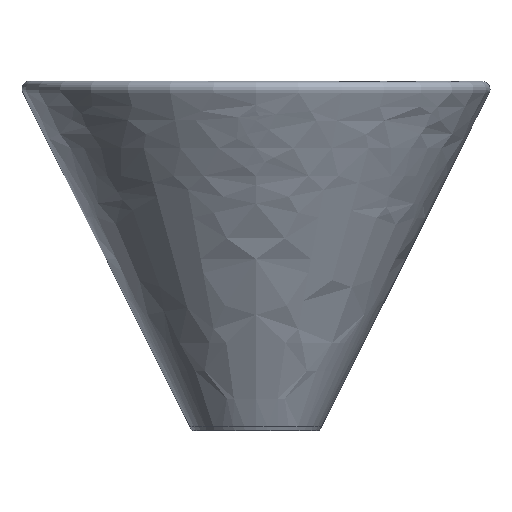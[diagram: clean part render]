
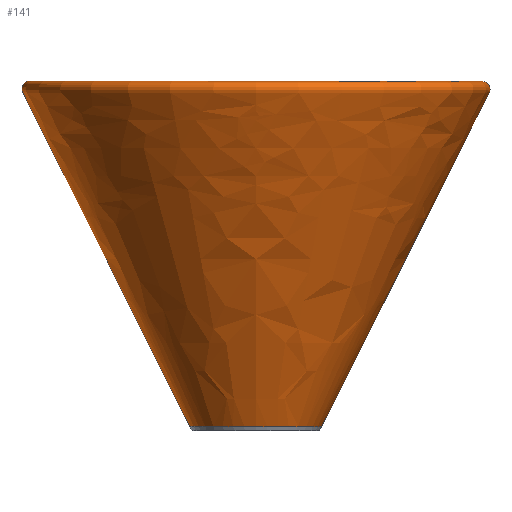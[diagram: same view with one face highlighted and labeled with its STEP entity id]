
A CAD part, front view. The second image highlights one B-rep face of the part: STEP entity #141.
In plain terms, the highlighted free-form (B-spline) face has degree [2, 2] with [5, 9] control points.
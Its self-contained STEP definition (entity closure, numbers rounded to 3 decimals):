
#15=(
BOUNDED_CURVE()
B_SPLINE_CURVE(2,(#323,#324,#325,#326,#327,#328,#329,#330,#331),
 .UNSPECIFIED.,.F.,.F.)
B_SPLINE_CURVE_WITH_KNOTS((3,2,2,2,3),(107.919,123.233,
123.934,124.635,148.088),.UNSPECIFIED.)
CURVE()
GEOMETRIC_REPRESENTATION_ITEM()
RATIONAL_B_SPLINE_CURVE((1.,1.,1.,0.764,1.,0.764,
1.,1.,1.))
REPRESENTATION_ITEM('')
);
#16=(
BOUNDED_CURVE()
B_SPLINE_CURVE(2,(#332,#333,#334,#335,#336,#337,#338,#339,#340),
 .UNSPECIFIED.,.F.,.F.)
B_SPLINE_CURVE_WITH_KNOTS((3,2,2,2,3),(107.919,122.364,
123.025,123.686,145.807),.UNSPECIFIED.)
CURVE()
GEOMETRIC_REPRESENTATION_ITEM()
RATIONAL_B_SPLINE_CURVE((1.,1.,1.,0.764,1.,0.764,
1.,1.,1.))
REPRESENTATION_ITEM('')
);
#20=(
BOUNDED_SURFACE()
B_SPLINE_SURFACE(2,2,((#387,#388,#389,#390,#391,#392,#393,#394,#395),(#396,
#397,#398,#399,#400,#401,#402,#403,#404),(#405,#406,#407,#408,#409,#410,
#411,#412,#413),(#414,#415,#416,#417,#418,#419,#420,#421,#422),(#423,#424,
#425,#426,#427,#428,#429,#430,#431)),.UNSPECIFIED.,.F.,.F.,.F.)
B_SPLINE_SURFACE_WITH_KNOTS((3,2,3),(3,2,2,2,3),(45.849,68.774,
91.699),(107.919,123.233,123.934,124.635,
149.525),.UNSPECIFIED.)
GEOMETRIC_REPRESENTATION_ITEM()
RATIONAL_B_SPLINE_SURFACE(((1.,1.,1.,0.764,1.,0.764,
1.,1.,1.),(0.707,0.707,0.707,0.54,
0.707,0.54,0.707,0.707,
0.707),(1.,1.,1.,0.764,1.,0.764,1.,
1.,1.),(0.707,0.707,0.707,0.54,
0.707,0.54,0.707,0.707,
0.707),(1.,1.,1.,0.764,1.,0.764,1.,
1.,1.)))
REPRESENTATION_ITEM('')
SURFACE()
);
#35=FACE_OUTER_BOUND('',#47,.T.);
#47=EDGE_LOOP('',(#125,#126,#127,#128));
#65=CIRCLE('',#177,4.139);
#66=CIRCLE('',#178,2.841);
#73=VERTEX_POINT('',#264);
#74=VERTEX_POINT('',#266);
#76=VERTEX_POINT('',#273);
#77=VERTEX_POINT('',#274);
#90=EDGE_CURVE('',#77,#76,#65,.T.);
#92=EDGE_CURVE('',#74,#76,#15,.T.);
#93=EDGE_CURVE('',#73,#77,#16,.T.);
#94=EDGE_CURVE('',#74,#73,#66,.T.);
#125=ORIENTED_EDGE('',*,*,#93,.T.);
#126=ORIENTED_EDGE('',*,*,#90,.T.);
#127=ORIENTED_EDGE('',*,*,#92,.F.);
#128=ORIENTED_EDGE('',*,*,#94,.T.);
#141=ADVANCED_FACE('',(#35),#20,.T.);
#177=AXIS2_PLACEMENT_3D('',#276,#214,#215);
#178=AXIS2_PLACEMENT_3D('',#386,#217,#218);
#214=DIRECTION('center_axis',(0.001,0.,
1.));
#215=DIRECTION('ref_axis',(1.,0.,-0.001));
#217=DIRECTION('center_axis',(-0.001,0.,
-1.));
#218=DIRECTION('ref_axis',(-1.,0.,0.001));
#264=CARTESIAN_POINT('',(9.372,0.,11.184));
#266=CARTESIAN_POINT('',(15.055,0.,11.179));
#273=CARTESIAN_POINT('',(16.344,0.,0.271));
#274=CARTESIAN_POINT('',(8.065,0.,0.278));
#276=CARTESIAN_POINT('Origin',(12.204,0.,0.275));
#323=CARTESIAN_POINT('Ctrl Pts',(15.055,0.,
11.179));
#324=CARTESIAN_POINT('Ctrl Pts',(20.564,0.,
16.496));
#325=CARTESIAN_POINT('Ctrl Pts',(26.073,0.,
21.814));
#326=CARTESIAN_POINT('Ctrl Pts',(26.377,0.,22.107));
#327=CARTESIAN_POINT('Ctrl Pts',(26.717,0.,21.857));
#328=CARTESIAN_POINT('Ctrl Pts',(27.057,0.,
21.607));
#329=CARTESIAN_POINT('Ctrl Pts',(26.868,0.,
21.23));
#330=CARTESIAN_POINT('Ctrl Pts',(21.606,0.,
10.751));
#331=CARTESIAN_POINT('Ctrl Pts',(16.344,0.,0.271));
#332=CARTESIAN_POINT('Ctrl Pts',(9.372,0.,
11.184));
#333=CARTESIAN_POINT('Ctrl Pts',(3.872,0.,
16.511));
#334=CARTESIAN_POINT('Ctrl Pts',(-1.628,0.,
21.838));
#335=CARTESIAN_POINT('Ctrl Pts',(-1.931,0.,
22.131));
#336=CARTESIAN_POINT('Ctrl Pts',(-2.272,0.,
21.882));
#337=CARTESIAN_POINT('Ctrl Pts',(-2.612,0.,
21.632));
#338=CARTESIAN_POINT('Ctrl Pts',(-2.423,0.,
21.255));
#339=CARTESIAN_POINT('Ctrl Pts',(2.821,0.,
10.767));
#340=CARTESIAN_POINT('Ctrl Pts',(8.065,0.,0.278));
#386=CARTESIAN_POINT('Origin',(12.214,0.,11.181));
#387=CARTESIAN_POINT('Ctrl Pts',(15.055,0.,
11.179));
#388=CARTESIAN_POINT('Ctrl Pts',(20.564,0.,
16.496));
#389=CARTESIAN_POINT('Ctrl Pts',(26.073,0.,
21.814));
#390=CARTESIAN_POINT('Ctrl Pts',(26.377,0.,22.107));
#391=CARTESIAN_POINT('Ctrl Pts',(26.717,0.,21.857));
#392=CARTESIAN_POINT('Ctrl Pts',(27.057,0.,
21.607));
#393=CARTESIAN_POINT('Ctrl Pts',(26.868,0.,
21.23));
#394=CARTESIAN_POINT('Ctrl Pts',(21.283,0.,
10.108));
#395=CARTESIAN_POINT('Ctrl Pts',(15.699,0.,-1.013));
#396=CARTESIAN_POINT('Ctrl Pts',(15.055,-2.841,11.179));
#397=CARTESIAN_POINT('Ctrl Pts',(20.564,-8.346,16.496));
#398=CARTESIAN_POINT('Ctrl Pts',(26.073,-13.851,21.814));
#399=CARTESIAN_POINT('Ctrl Pts',(26.377,-14.154,22.107));
#400=CARTESIAN_POINT('Ctrl Pts',(26.717,-14.494,21.857));
#401=CARTESIAN_POINT('Ctrl Pts',(27.057,-14.834,21.607));
#402=CARTESIAN_POINT('Ctrl Pts',(26.868,-14.645,21.23));
#403=CARTESIAN_POINT('Ctrl Pts',(21.283,-9.07,10.108));
#404=CARTESIAN_POINT('Ctrl Pts',(15.699,-3.495,-1.013));
#405=CARTESIAN_POINT('Ctrl Pts',(12.214,-2.841,11.181));
#406=CARTESIAN_POINT('Ctrl Pts',(12.218,-8.346,16.504));
#407=CARTESIAN_POINT('Ctrl Pts',(12.223,-13.851,21.826));
#408=CARTESIAN_POINT('Ctrl Pts',(12.223,-14.154,22.119));
#409=CARTESIAN_POINT('Ctrl Pts',(12.223,-14.494,21.869));
#410=CARTESIAN_POINT('Ctrl Pts',(12.222,-14.834,21.62));
#411=CARTESIAN_POINT('Ctrl Pts',(12.222,-14.645,21.242));
#412=CARTESIAN_POINT('Ctrl Pts',(12.213,-9.07,10.116));
#413=CARTESIAN_POINT('Ctrl Pts',(12.203,-3.495,-1.01));
#414=CARTESIAN_POINT('Ctrl Pts',(9.372,-2.841,11.184));
#415=CARTESIAN_POINT('Ctrl Pts',(3.872,-8.346,16.511));
#416=CARTESIAN_POINT('Ctrl Pts',(-1.628,-13.851,21.838));
#417=CARTESIAN_POINT('Ctrl Pts',(-1.931,-14.154,22.131));
#418=CARTESIAN_POINT('Ctrl Pts',(-2.272,-14.494,21.882));
#419=CARTESIAN_POINT('Ctrl Pts',(-2.612,-14.834,21.632));
#420=CARTESIAN_POINT('Ctrl Pts',(-2.423,-14.645,21.255));
#421=CARTESIAN_POINT('Ctrl Pts',(3.142,-9.07,10.124));
#422=CARTESIAN_POINT('Ctrl Pts',(8.708,-3.495,-1.007));
#423=CARTESIAN_POINT('Ctrl Pts',(9.372,0.,
11.184));
#424=CARTESIAN_POINT('Ctrl Pts',(3.872,0.,
16.511));
#425=CARTESIAN_POINT('Ctrl Pts',(-1.628,0.,
21.838));
#426=CARTESIAN_POINT('Ctrl Pts',(-1.931,0.,22.131));
#427=CARTESIAN_POINT('Ctrl Pts',(-2.272,0.,
21.882));
#428=CARTESIAN_POINT('Ctrl Pts',(-2.612,0.,
21.632));
#429=CARTESIAN_POINT('Ctrl Pts',(-2.423,0.,
21.255));
#430=CARTESIAN_POINT('Ctrl Pts',(3.142,0.,
10.124));
#431=CARTESIAN_POINT('Ctrl Pts',(8.708,0.,-1.007));
